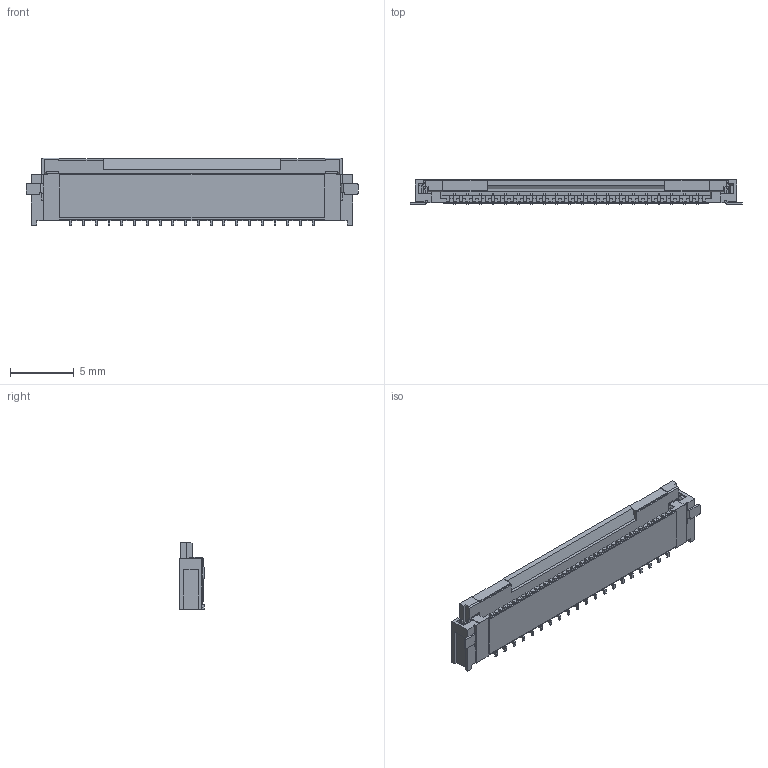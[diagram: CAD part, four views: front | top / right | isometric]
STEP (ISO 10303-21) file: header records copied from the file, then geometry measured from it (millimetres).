
FILE_DESCRIPTION((''),'2;1');
FILE_NAME('2005280200','2019-02-22T',('gga'),(''),'PRO/ENGINEER BY PARAMETRIC TECHNOLOGY CORPORATION, 2016010','PRO/ENGINEER BY PARAMETRIC TECHNOLOGY CORPORATION, 2016010','');
FILE_SCHEMA(('CONFIG_CONTROL_DESIGN'));
Length unit declared in the file: millimetre
Products named in the file (1): 2005280200
Bounding box: 26 x 1.9 x 5.3 mm (x, y, z)
Volume: 150.5 mm3; surface area: 587.9 mm2
Topology: 1 solids, 1 shells, 1248 faces, 3843 edges, 2558 vertices
Faces by surface type: plane 1183, cylinder 65
Entity records: 42010 total; most frequent: CARTESIAN_POINT 7588, ORIENTED_EDGE 7510, DIRECTION 6507, EDGE_CURVE 3755, VECTOR 3665, LINE 3665, VERTEX_POINT 2470, AXIS2_PLACEMENT_3D 1421
